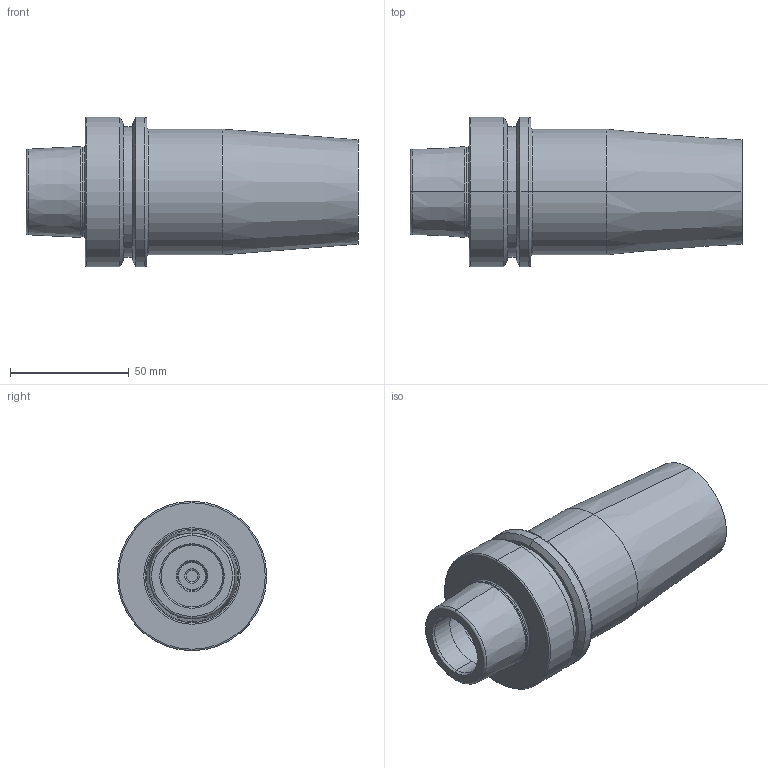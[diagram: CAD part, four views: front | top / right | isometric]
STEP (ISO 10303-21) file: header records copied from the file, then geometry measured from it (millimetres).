
FILE_DESCRIPTION (( 'STEP AP203' ), '1' );
FILE_NAME ('STP-SATE-71011.STEP', '2017-04-10T06:07:20', ( '' ), ( '' ), 'SwSTEP 2.0', 'SolidWorks 2015', '' );
FILE_SCHEMA (( 'CONFIG_CONTROL_DESIGN' ));
Length unit declared in the file: millimetre
Products named in the file (1): STP-SATE-71011
Bounding box: 140 x 63 x 63 mm (x, y, z)
Volume: 228918.6 mm3; surface area: 36632.4 mm2
Topology: 1 solids, 1 shells, 71 faces, 140 edges, 80 vertices
Faces by surface type: cylinder 24, cone 20, torus 16, plane 11
Entity records: 1907 total; most frequent: DIRECTION 380, CARTESIAN_POINT 292, ORIENTED_EDGE 280, AXIS2_PLACEMENT_3D 168, EDGE_CURVE 140, CIRCLE 96, EDGE_LOOP 80, VERTEX_POINT 80
